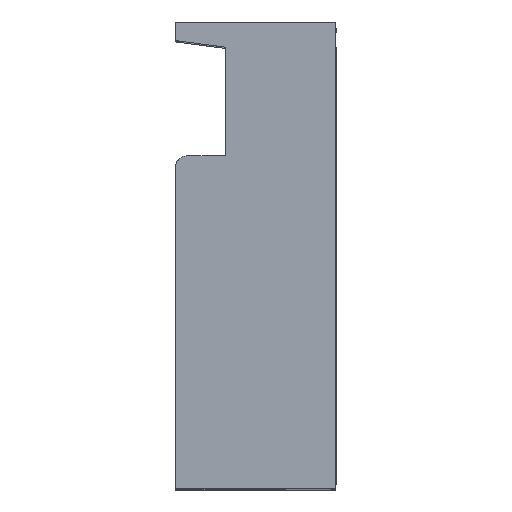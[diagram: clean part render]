
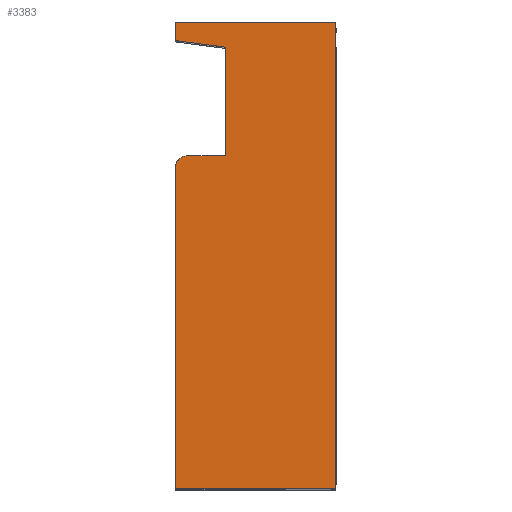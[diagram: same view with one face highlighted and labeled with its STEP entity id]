
A CAD part, top view. The second image highlights one B-rep face of the part: STEP entity #3383.
In plain terms, the highlighted face is planar.
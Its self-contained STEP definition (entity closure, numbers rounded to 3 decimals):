
#185=CIRCLE('',#3677,1.);
#200=CIRCLE('',#3727,0.2);
#1201=ORIENTED_EDGE('',*,*,#1726,.T.);
#1202=ORIENTED_EDGE('',*,*,#1710,.T.);
#1203=ORIENTED_EDGE('',*,*,#1620,.T.);
#1204=ORIENTED_EDGE('',*,*,#1729,.T.);
#1205=ORIENTED_EDGE('',*,*,#1730,.T.);
#1206=ORIENTED_EDGE('',*,*,#1732,.F.);
#1207=ORIENTED_EDGE('',*,*,#1734,.T.);
#1208=ORIENTED_EDGE('',*,*,#1661,.T.);
#1209=ORIENTED_EDGE('',*,*,#1628,.T.);
#1210=ORIENTED_EDGE('',*,*,#1718,.T.);
#1620=EDGE_CURVE('',#2014,#2013,#2305,.T.);
#1628=EDGE_CURVE('',#2022,#2021,#2313,.T.);
#1661=EDGE_CURVE('',#2044,#2022,#185,.T.);
#1710=EDGE_CURVE('',#2058,#2014,#2378,.T.);
#1718=EDGE_CURVE('',#2021,#2061,#2385,.T.);
#1726=EDGE_CURVE('',#2061,#2058,#2389,.T.);
#1729=EDGE_CURVE('',#2013,#2066,#2391,.T.);
#1730=EDGE_CURVE('',#2066,#2067,#2392,.T.);
#1732=EDGE_CURVE('',#2068,#2067,#200,.T.);
#1734=EDGE_CURVE('',#2068,#2044,#2395,.T.);
#2013=VERTEX_POINT('',#5591);
#2014=VERTEX_POINT('',#5593);
#2021=VERTEX_POINT('',#5609);
#2022=VERTEX_POINT('',#5611);
#2044=VERTEX_POINT('',#5678);
#2058=VERTEX_POINT('',#5760);
#2061=VERTEX_POINT('',#5771);
#2066=VERTEX_POINT('',#5798);
#2067=VERTEX_POINT('',#5802);
#2068=VERTEX_POINT('',#5806);
#2305=LINE('',#5592,#2628);
#2313=LINE('',#5610,#2636);
#2378=LINE('',#5759,#2701);
#2385=LINE('',#5772,#2708);
#2389=LINE('',#5794,#2712);
#2391=LINE('',#5799,#2714);
#2392=LINE('',#5801,#2715);
#2395=LINE('',#5809,#2718);
#2628=VECTOR('',#4440,1000.);
#2636=VECTOR('',#4452,1000.);
#2701=VECTOR('',#4601,1000.);
#2708=VECTOR('',#4612,1000.);
#2712=VECTOR('',#4644,1000.);
#2714=VECTOR('',#4650,1000.);
#2715=VECTOR('',#4653,1000.);
#2718=VECTOR('',#4662,1000.);
#2902=EDGE_LOOP('',(#1201,#1202,#1203,#1204,#1205,#1206,#1207,#1208,#1209,
#1210));
#3104=FACE_BOUND('',#2902,.T.);
#3225=PLANE('',#3729);
#3383=ADVANCED_FACE('',(#3104),#3225,.T.);
#3677=AXIS2_PLACEMENT_3D('',#5677,#4503,#4504);
#3727=AXIS2_PLACEMENT_3D('',#5805,#4657,#4658);
#3729=AXIS2_PLACEMENT_3D('',#5810,#4663,#4664);
#4440=DIRECTION('',(0.,0.,-1.));
#4452=DIRECTION('',(0.,0.,-1.));
#4503=DIRECTION('',(1.,0.,0.));
#4504=DIRECTION('',(0.,0.,-1.));
#4601=DIRECTION('',(0.,-1.,0.));
#4612=DIRECTION('',(0.,1.,0.));
#4644=DIRECTION('',(0.,0.,1.));
#4650=DIRECTION('',(0.,0.991,-0.131));
#4653=DIRECTION('',(0.,0.,-1.));
#4657=DIRECTION('',(1.,0.,0.));
#4658=DIRECTION('',(0.,0.,-1.));
#4662=DIRECTION('',(0.,-1.,0.));
#4663=DIRECTION('',(1.,0.,0.));
#4664=DIRECTION('',(0.,0.,-1.));
#5591=CARTESIAN_POINT('',(5.25,-0.857,18.1));
#5592=CARTESIAN_POINT('',(5.25,-0.857,19.75));
#5593=CARTESIAN_POINT('',(5.25,-0.857,19.75));
#5609=CARTESIAN_POINT('',(5.25,-0.857,-21.7));
#5610=CARTESIAN_POINT('',(5.25,-0.857,6.85));
#5611=CARTESIAN_POINT('',(5.25,-0.857,6.85));
#5677=CARTESIAN_POINT('',(5.25,0.143,6.85));
#5678=CARTESIAN_POINT('',(5.25,0.143,7.85));
#5759=CARTESIAN_POINT('',(5.25,13.4,19.75));
#5760=CARTESIAN_POINT('',(5.25,13.4,19.75));
#5771=CARTESIAN_POINT('',(5.25,13.4,-21.7));
#5772=CARTESIAN_POINT('',(5.25,-0.857,-21.7));
#5794=CARTESIAN_POINT('',(5.25,13.4,-21.7));
#5798=CARTESIAN_POINT('',(5.25,3.603,17.513));
#5799=CARTESIAN_POINT('',(5.25,-0.857,18.1));
#5801=CARTESIAN_POINT('',(5.25,3.603,17.513));
#5802=CARTESIAN_POINT('',(5.25,3.603,8.05));
#5805=CARTESIAN_POINT('',(5.25,3.403,8.05));
#5806=CARTESIAN_POINT('',(5.25,3.403,7.85));
#5809=CARTESIAN_POINT('',(5.25,3.403,7.85));
#5810=CARTESIAN_POINT('',(5.25,3.403,8.05));
